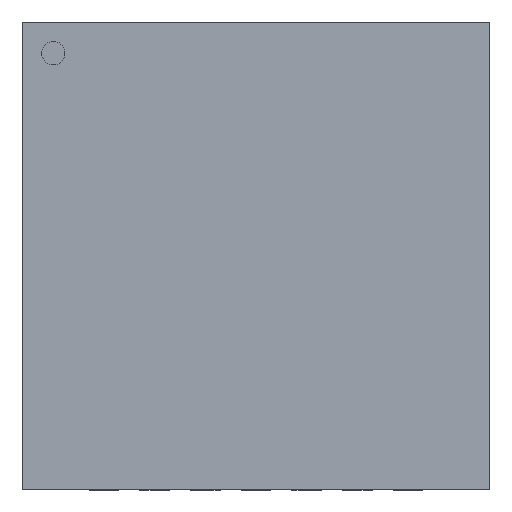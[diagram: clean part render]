
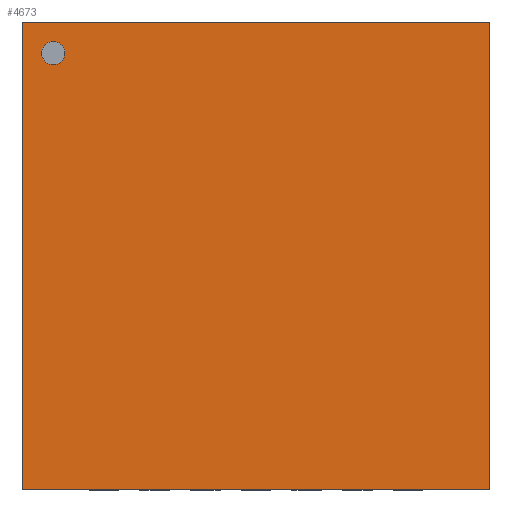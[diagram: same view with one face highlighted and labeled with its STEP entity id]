
A CAD part, top view. The second image highlights one B-rep face of the part: STEP entity #4673.
In plain terms, the highlighted planar face has unit normal (0, 0, 1).
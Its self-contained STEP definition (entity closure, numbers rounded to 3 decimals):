
#1173 = EDGE_CURVE('',#1174,#1176,#1178,.T.);
#1174 = VERTEX_POINT('',#1175);
#1175 = CARTESIAN_POINT('',(-2.99,2.99,1.));
#1176 = VERTEX_POINT('',#1177);
#1177 = CARTESIAN_POINT('',(2.99,2.99,1.));
#1178 = LINE('',#1179,#1180);
#1179 = CARTESIAN_POINT('',(-2.99,2.99,1.));
#1180 = VECTOR('',#1181,1.);
#1181 = DIRECTION('',(1.,0.,0.));
#1365 = EDGE_CURVE('',#1174,#1366,#1368,.T.);
#1366 = VERTEX_POINT('',#1367);
#1367 = CARTESIAN_POINT('',(-2.99,-2.99,1.));
#1368 = LINE('',#1369,#1370);
#1369 = CARTESIAN_POINT('',(-2.99,2.99,1.));
#1370 = VECTOR('',#1371,1.);
#1371 = DIRECTION('',(0.,-1.,0.));
#2824 = EDGE_CURVE('',#1176,#2825,#2827,.T.);
#2825 = VERTEX_POINT('',#2826);
#2826 = CARTESIAN_POINT('',(2.99,-2.99,1.));
#2827 = LINE('',#2828,#2829);
#2828 = CARTESIAN_POINT('',(2.99,2.99,1.));
#2829 = VECTOR('',#2830,1.);
#2830 = DIRECTION('',(0.,-1.,0.));
#3007 = EDGE_CURVE('',#1366,#2825,#3008,.T.);
#3008 = LINE('',#3009,#3010);
#3009 = CARTESIAN_POINT('',(-2.99,-2.99,1.));
#3010 = VECTOR('',#3011,1.);
#3011 = DIRECTION('',(1.,0.,0.));
#4673 = ADVANCED_FACE('',(#4674,#4680),#4691,.T.);
#4674 = FACE_BOUND('',#4675,.T.);
#4675 = EDGE_LOOP('',(#4676,#4677,#4678,#4679));
#4676 = ORIENTED_EDGE('',*,*,#1173,.F.);
#4677 = ORIENTED_EDGE('',*,*,#1365,.T.);
#4678 = ORIENTED_EDGE('',*,*,#3007,.T.);
#4679 = ORIENTED_EDGE('',*,*,#2824,.F.);
#4680 = FACE_BOUND('',#4681,.T.);
#4681 = EDGE_LOOP('',(#4682));
#4682 = ORIENTED_EDGE('',*,*,#4683,.T.);
#4683 = EDGE_CURVE('',#4684,#4684,#4686,.T.);
#4684 = VERTEX_POINT('',#4685);
#4685 = CARTESIAN_POINT('',(-2.6,2.45,1.));
#4686 = CIRCLE('',#4687,0.15);
#4687 = AXIS2_PLACEMENT_3D('',#4688,#4689,#4690);
#4688 = CARTESIAN_POINT('',(-2.6,2.6,1.));
#4689 = DIRECTION('',(0.,0.,-1.));
#4690 = DIRECTION('',(0.,-1.,0.));
#4691 = PLANE('',#4692);
#4692 = AXIS2_PLACEMENT_3D('',#4693,#4694,#4695);
#4693 = CARTESIAN_POINT('',(-2.99,2.99,1.));
#4694 = DIRECTION('',(0.,0.,1.));
#4695 = DIRECTION('',(0.,-1.,0.));
